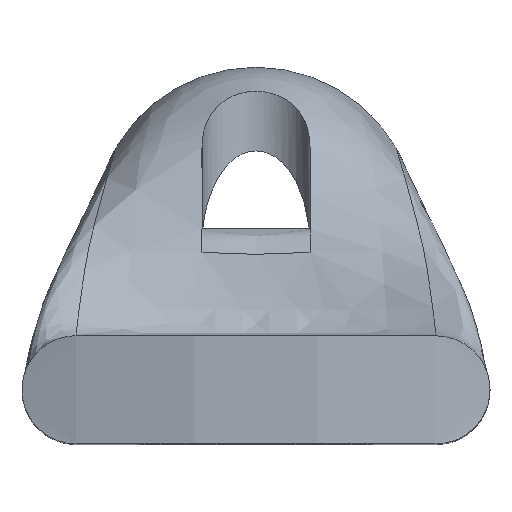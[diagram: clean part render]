
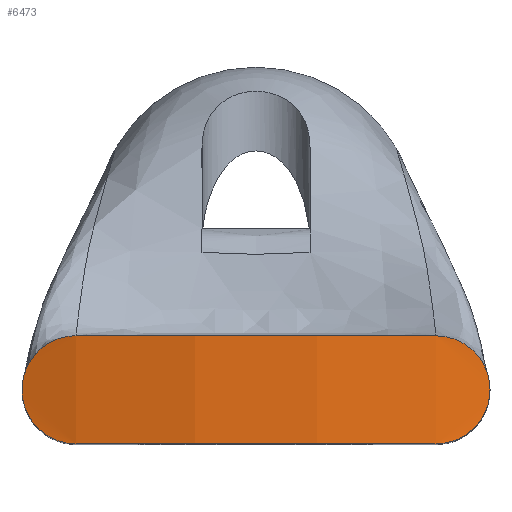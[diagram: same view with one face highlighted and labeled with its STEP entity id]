
A CAD part, top view. The second image highlights one B-rep face of the part: STEP entity #6473.
In plain terms, the highlighted cylindrical face has radius 20 mm (diameter 40 mm), a partial arc.
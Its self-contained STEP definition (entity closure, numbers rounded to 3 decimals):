
#4189=CARTESIAN_POINT('',(-5.0,-3.,22.582));
#4190=VERTEX_POINT('',#4189);
#4199=CARTESIAN_POINT('',(5.0,-3.,22.582));
#4200=VERTEX_POINT('',#4199);
#4201=CARTESIAN_POINT('',(0.,-3.,3.217));
#4202=DIRECTION('',(0.0,-1.,0.0));
#4203=DIRECTION('',(-0.325,0.0,0.946));
#4204=AXIS2_PLACEMENT_3D('',#4201,#4202,#4203);
#4205=CIRCLE('',#4204,20.0);
#4206=EDGE_CURVE('',#4200,#4190,#4205,.T.);
#6398=CARTESIAN_POINT('',(0.,-6.,3.217));
#6399=DIRECTION('',(0.0,1.0,0.0));
#6400=DIRECTION('',(-0.325,0.0,0.946));
#6401=AXIS2_PLACEMENT_3D('',#6398,#6399,#6400);
#6402=CYLINDRICAL_SURFACE('',#6401,20.);
#6403=CARTESIAN_POINT('',(-5.0,-6.,22.582));
#6404=VERTEX_POINT('',#6403);
#6405=CARTESIAN_POINT('',(-6.5,-4.5,22.131));
#6406=VERTEX_POINT('',#6405);
#6407=CARTESIAN_POINT('',(-5.,-6.,22.582));
#6408=CARTESIAN_POINT('',(-5.19,-6.,22.533));
#6409=CARTESIAN_POINT('',(-5.393,-5.962,22.477));
#6410=CARTESIAN_POINT('',(-5.765,-5.806,22.369));
#6411=CARTESIAN_POINT('',(-5.935,-5.689,22.317));
#6412=CARTESIAN_POINT('',(-6.198,-5.421,22.233));
#6413=CARTESIAN_POINT('',(-6.311,-5.255,22.195));
#6414=CARTESIAN_POINT('',(-6.462,-4.888,22.144));
#6415=CARTESIAN_POINT('',(-6.5,-4.688,22.131));
#6416=CARTESIAN_POINT('',(-6.5,-4.5,22.131));
#6417=B_SPLINE_CURVE_WITH_KNOTS('',3,(#6407,#6408,#6409,#6410,#6411,#6412,#6413,#6414,#6415,#6416),.UNSPECIFIED.,.F.,.U.,(4,2,2,2,4),(0.229,0.288,0.347,0.403,0.46),.UNSPECIFIED.);
#6418=EDGE_CURVE('',#6404,#6406,#6417,.T.);
#6419=ORIENTED_EDGE('',*,*,#6418,.F.);
#6420=CARTESIAN_POINT('',(5.0,-6.,22.582));
#6421=VERTEX_POINT('',#6420);
#6422=CARTESIAN_POINT('',(0.,-6.,3.217));
#6423=DIRECTION('',(0.0,1.,0.0));
#6424=DIRECTION('',(-0.325,0.0,0.946));
#6425=AXIS2_PLACEMENT_3D('',#6422,#6423,#6424);
#6426=CIRCLE('',#6425,20.0);
#6427=EDGE_CURVE('',#6404,#6421,#6426,.T.);
#6428=ORIENTED_EDGE('',*,*,#6427,.T.);
#6429=CARTESIAN_POINT('',(6.5,-4.5,22.131));
#6430=VERTEX_POINT('',#6429);
#6431=CARTESIAN_POINT('',(6.5,-4.5,22.131));
#6432=CARTESIAN_POINT('',(6.5,-4.688,22.131));
#6433=CARTESIAN_POINT('',(6.462,-4.888,22.144));
#6434=CARTESIAN_POINT('',(6.311,-5.255,22.195));
#6435=CARTESIAN_POINT('',(6.198,-5.421,22.233));
#6436=CARTESIAN_POINT('',(5.935,-5.689,22.317));
#6437=CARTESIAN_POINT('',(5.765,-5.806,22.369));
#6438=CARTESIAN_POINT('',(5.393,-5.962,22.477));
#6439=CARTESIAN_POINT('',(5.19,-6.,22.533));
#6440=CARTESIAN_POINT('',(5.0,-6.,22.582));
#6441=B_SPLINE_CURVE_WITH_KNOTS('',3,(#6431,#6432,#6433,#6434,#6435,#6436,#6437,#6438,#6439,#6440),.UNSPECIFIED.,.F.,.U.,(4,2,2,2,4),(0.46,0.516,0.573,0.632,0.691),.UNSPECIFIED.);
#6442=EDGE_CURVE('',#6430,#6421,#6441,.T.);
#6443=ORIENTED_EDGE('',*,*,#6442,.F.);
#6444=CARTESIAN_POINT('',(5.,-3.0,22.582));
#6445=CARTESIAN_POINT('',(5.19,-3.0,22.533));
#6446=CARTESIAN_POINT('',(5.393,-3.038,22.477));
#6447=CARTESIAN_POINT('',(5.765,-3.194,22.369));
#6448=CARTESIAN_POINT('',(5.935,-3.311,22.317));
#6449=CARTESIAN_POINT('',(6.198,-3.579,22.233));
#6450=CARTESIAN_POINT('',(6.311,-3.745,22.195));
#6451=CARTESIAN_POINT('',(6.462,-4.112,22.144));
#6452=CARTESIAN_POINT('',(6.5,-4.312,22.131));
#6453=CARTESIAN_POINT('',(6.5,-4.5,22.131));
#6454=B_SPLINE_CURVE_WITH_KNOTS('',3,(#6444,#6445,#6446,#6447,#6448,#6449,#6450,#6451,#6452,#6453),.UNSPECIFIED.,.F.,.U.,(4,2,2,2,4),(0.689,0.748,0.806,0.863,0.919),.UNSPECIFIED.);
#6455=EDGE_CURVE('',#4200,#6430,#6454,.T.);
#6456=ORIENTED_EDGE('',*,*,#6455,.F.);
#6457=ORIENTED_EDGE('',*,*,#4206,.T.);
#6458=CARTESIAN_POINT('',(-6.5,-4.5,22.131));
#6459=CARTESIAN_POINT('',(-6.5,-4.312,22.131));
#6460=CARTESIAN_POINT('',(-6.462,-4.112,22.144));
#6461=CARTESIAN_POINT('',(-6.311,-3.745,22.195));
#6462=CARTESIAN_POINT('',(-6.198,-3.579,22.233));
#6463=CARTESIAN_POINT('',(-5.935,-3.311,22.317));
#6464=CARTESIAN_POINT('',(-5.765,-3.194,22.369));
#6465=CARTESIAN_POINT('',(-5.393,-3.038,22.477));
#6466=CARTESIAN_POINT('',(-5.19,-3.0,22.533));
#6467=CARTESIAN_POINT('',(-5.,-3.0,22.582));
#6468=B_SPLINE_CURVE_WITH_KNOTS('',3,(#6458,#6459,#6460,#6461,#6462,#6463,#6464,#6465,#6466,#6467),.UNSPECIFIED.,.F.,.U.,(4,2,2,2,4),(0.919,0.976,1.032,1.091,1.15),.UNSPECIFIED.);
#6469=EDGE_CURVE('',#6406,#4190,#6468,.T.);
#6470=ORIENTED_EDGE('',*,*,#6469,.F.);
#6471=EDGE_LOOP('',(#6419,#6428,#6443,#6456,#6457,#6470));
#6472=FACE_OUTER_BOUND('',#6471,.T.);
#6473=ADVANCED_FACE('',(#6472),#6402,.T.);
